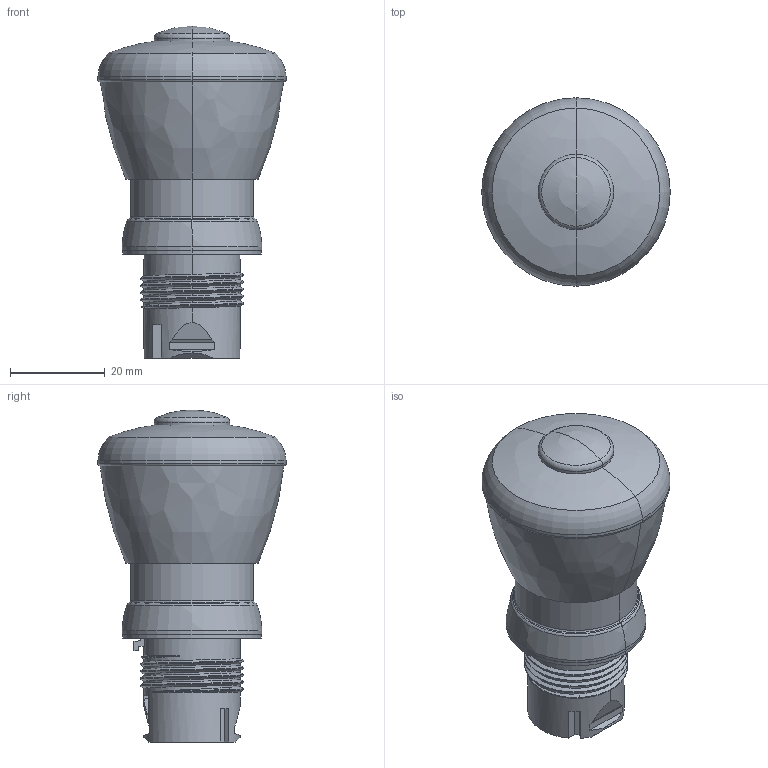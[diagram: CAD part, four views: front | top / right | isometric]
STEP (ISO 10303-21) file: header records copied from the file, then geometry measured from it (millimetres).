
FILE_DESCRIPTION((''),'2;1');
FILE_NAME('800F_LMP4','2009-03-09T',('abschul1'),('Rockwell Automation'),'PRO/ENGINEER BY PARAMETRIC TECHNOLOGY CORPORATION, 2004320','PRO/ENGINEER BY PARAMETRIC TECHNOLOGY CORPORATION, 2004320','');
FILE_SCHEMA(('CONFIG_CONTROL_DESIGN'));
Length unit declared in the file: millimetre
Products named in the file (1): 800F_LMP4
Bounding box: 39.85 x 39.85 x 70.24 mm (x, y, z)
Volume: 33527.2 mm3; surface area: 11106.2 mm2
Topology: 1 solids, 1 shells, 104 faces, 262 edges, 163 vertices
Faces by surface type: plane 45, cylinder 23, bspline 16, torus 12, cone 6, sphere 2
Entity records: 5111 total; most frequent: CARTESIAN_POINT 2685, ORIENTED_EDGE 520, DIRECTION 464, EDGE_CURVE 260, AXIS2_PLACEMENT_3D 171, VERTEX_POINT 163, VECTOR 122, LINE 122
